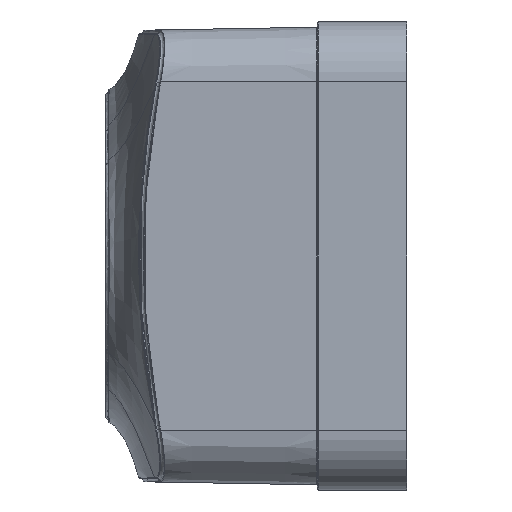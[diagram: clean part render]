
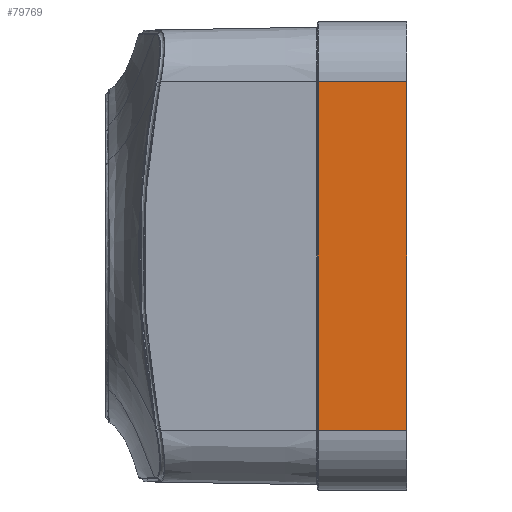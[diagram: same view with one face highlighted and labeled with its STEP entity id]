
A CAD part, left-side view. The second image highlights one B-rep face of the part: STEP entity #79769.
In plain terms, the highlighted planar face has unit normal (-1, 0, 0).
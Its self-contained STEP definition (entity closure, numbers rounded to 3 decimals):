
#697 = PLANE ( 'NONE',  #9509 ) ;
#2104 = VECTOR ( 'NONE', #43185, 1000. ) ;
#4558 = LINE ( 'NONE', #88211, #83579 ) ;
#8222 = CARTESIAN_POINT ( 'NONE',  ( -74.7, 12.3, 24.1 ) ) ;
#9509 = AXIS2_PLACEMENT_3D ( 'NONE', #128653, #19840, #52101 ) ;
#19840 = DIRECTION ( 'NONE',  ( -1., 0., 0. ) ) ;
#20542 = DIRECTION ( 'NONE',  ( 0., 0., -1. ) ) ;
#26589 = VECTOR ( 'NONE', #129355, 1000. ) ;
#27767 = VERTEX_POINT ( 'NONE', #130293 ) ;
#34718 = LINE ( 'NONE', #55338, #26589 ) ;
#40473 = LINE ( 'NONE', #102208, #115512 ) ;
#43185 = DIRECTION ( 'NONE',  ( 0., 0., 1. ) ) ;
#45743 = ORIENTED_EDGE ( 'NONE', *, *, #133541, .F. ) ;
#51339 = CARTESIAN_POINT ( 'NONE',  ( -74.7, 0., -24.1 ) ) ;
#52101 = DIRECTION ( 'NONE',  ( 0., 0., 1. ) ) ;
#52168 = EDGE_CURVE ( 'NONE', #78336, #134176, #114584, .T. ) ;
#53503 = CARTESIAN_POINT ( 'NONE',  ( -74.7, 12.3, -24.1 ) ) ;
#55338 = CARTESIAN_POINT ( 'NONE',  ( -74.7, 0., 24.1 ) ) ;
#69600 = ORIENTED_EDGE ( 'NONE', *, *, #102316, .T. ) ;
#76594 = ORIENTED_EDGE ( 'NONE', *, *, #86247, .F. ) ;
#78336 = VERTEX_POINT ( 'NONE', #134380 ) ;
#79769 = ADVANCED_FACE ( 'NONE', ( #115203 ), #697, .T. ) ;
#83579 = VECTOR ( 'NONE', #90913, 1000. ) ;
#86247 = EDGE_CURVE ( 'NONE', #27767, #108527, #40473, .T. ) ;
#88211 = CARTESIAN_POINT ( 'NONE',  ( -74.7, 0., -24.1 ) ) ;
#90913 = DIRECTION ( 'NONE',  ( 0., 1., 0. ) ) ;
#102208 = CARTESIAN_POINT ( 'NONE',  ( -74.7, 0., 24.1 ) ) ;
#102316 = EDGE_CURVE ( 'NONE', #27767, #134176, #34718, .T. ) ;
#105730 = ORIENTED_EDGE ( 'NONE', *, *, #52168, .F. ) ;
#108527 = VERTEX_POINT ( 'NONE', #51339 ) ;
#114584 = LINE ( 'NONE', #53503, #2104 ) ;
#115203 = FACE_OUTER_BOUND ( 'NONE', #132316, .T. ) ;
#115512 = VECTOR ( 'NONE', #20542, 1000. ) ;
#128653 = CARTESIAN_POINT ( 'NONE',  ( -74.7, 0., 24.1 ) ) ;
#129355 = DIRECTION ( 'NONE',  ( 0., 1., 0. ) ) ;
#130293 = CARTESIAN_POINT ( 'NONE',  ( -74.7, 0., 24.1 ) ) ;
#132316 = EDGE_LOOP ( 'NONE', ( #45743, #76594, #69600, #105730 ) ) ;
#133541 = EDGE_CURVE ( 'NONE', #108527, #78336, #4558, .T. ) ;
#134176 = VERTEX_POINT ( 'NONE', #8222 ) ;
#134380 = CARTESIAN_POINT ( 'NONE',  ( -74.7, 12.3, -24.1 ) ) ;
